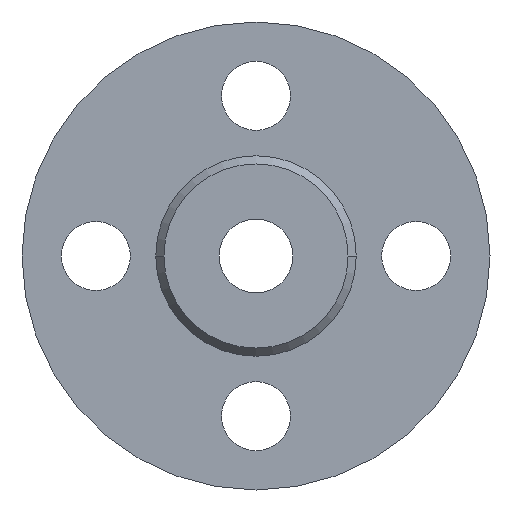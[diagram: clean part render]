
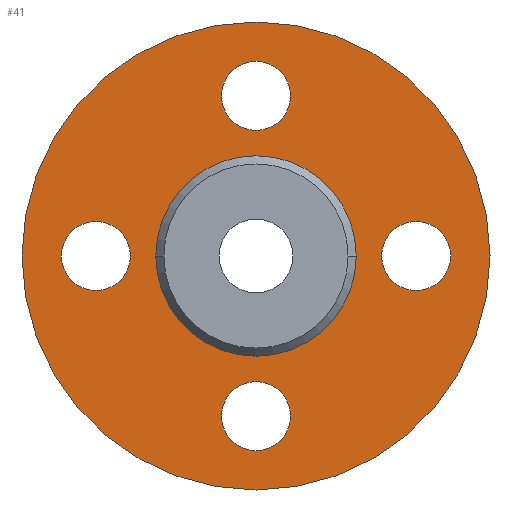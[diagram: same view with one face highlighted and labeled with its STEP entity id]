
A CAD part, front view. The second image highlights one B-rep face of the part: STEP entity #41.
In plain terms, the highlighted planar face has unit normal (0, -1, 0).
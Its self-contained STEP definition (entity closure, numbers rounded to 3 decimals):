
#11 = CARTESIAN_POINT ( 'NONE',  ( 32.5, 2., 0. ) ) ;
#15 = EDGE_CURVE ( 'NONE', #855, #138, #461, .T. ) ;
#17 = AXIS2_PLACEMENT_3D ( 'NONE', #591, #773, #956 ) ;
#41 = ADVANCED_FACE ( 'NONE', ( #164, #877, #621, #518, #58, #525 ), #175, .T. ) ;
#49 = VERTEX_POINT ( 'NONE', #716 ) ;
#58 = FACE_BOUND ( 'NONE', #245, .T. ) ;
#61 = AXIS2_PLACEMENT_3D ( 'NONE', #789, #323, #237 ) ;
#66 = ORIENTED_EDGE ( 'NONE', *, *, #1126, .F. ) ;
#82 = CARTESIAN_POINT ( 'NONE',  ( 47.5, 2., 0. ) ) ;
#85 = DIRECTION ( 'NONE',  ( 0., 0., -1. ) ) ;
#102 = AXIS2_PLACEMENT_3D ( 'NONE', #665, #317, #571 ) ;
#121 = EDGE_CURVE ( 'NONE', #488, #921, #644, .T. ) ;
#138 = VERTEX_POINT ( 'NONE', #458 ) ;
#164 = FACE_BOUND ( 'NONE', #990, .T. ) ;
#175 = PLANE ( 'NONE',  #1073 ) ;
#182 = ORIENTED_EDGE ( 'NONE', *, *, #1042, .F. ) ;
#194 = CIRCLE ( 'NONE', #249, 7. ) ;
#207 = AXIS2_PLACEMENT_3D ( 'NONE', #979, #899, #85 ) ;
#222 = ORIENTED_EDGE ( 'NONE', *, *, #15, .F. ) ;
#228 = AXIS2_PLACEMENT_3D ( 'NONE', #949, #395, #600 ) ;
#236 = EDGE_CURVE ( 'NONE', #138, #855, #698, .T. ) ;
#237 = DIRECTION ( 'NONE',  ( -1., 0., 0. ) ) ;
#245 = EDGE_LOOP ( 'NONE', ( #1003, #386 ) ) ;
#249 = AXIS2_PLACEMENT_3D ( 'NONE', #734, #832, #434 ) ;
#259 = VERTEX_POINT ( 'NONE', #1038 ) ;
#295 = CIRCLE ( 'NONE', #314, 7. ) ;
#314 = AXIS2_PLACEMENT_3D ( 'NONE', #1030, #757, #951 ) ;
#315 = VERTEX_POINT ( 'NONE', #498 ) ;
#317 = DIRECTION ( 'NONE',  ( 0., -1., 0. ) ) ;
#323 = DIRECTION ( 'NONE',  ( 0., -1., 0. ) ) ;
#360 = DIRECTION ( 'NONE',  ( 0., -1., 0. ) ) ;
#382 = EDGE_LOOP ( 'NONE', ( #935, #501 ) ) ;
#386 = ORIENTED_EDGE ( 'NONE', *, *, #708, .T. ) ;
#395 = DIRECTION ( 'NONE',  ( 0., -1., 0. ) ) ;
#434 = DIRECTION ( 'NONE',  ( 0., 0., 1. ) ) ;
#458 = CARTESIAN_POINT ( 'NONE',  ( 0., 2., -39.5 ) ) ;
#461 = CIRCLE ( 'NONE', #228, 7. ) ;
#464 = DIRECTION ( 'NONE',  ( 0., 1., 0. ) ) ;
#488 = VERTEX_POINT ( 'NONE', #793 ) ;
#498 = CARTESIAN_POINT ( 'NONE',  ( 0., 2., 39.5 ) ) ;
#501 = ORIENTED_EDGE ( 'NONE', *, *, #931, .F. ) ;
#506 = DIRECTION ( 'NONE',  ( -1., 0., 0. ) ) ;
#512 = CARTESIAN_POINT ( 'NONE',  ( -25.5, 2., 0. ) ) ;
#518 = FACE_BOUND ( 'NONE', #973, .T. ) ;
#521 = CIRCLE ( 'NONE', #893, 7. ) ;
#525 = FACE_OUTER_BOUND ( 'NONE', #533, .T. ) ;
#527 = VERTEX_POINT ( 'NONE', #599 ) ;
#530 = DIRECTION ( 'NONE',  ( 1., 0., 0. ) ) ;
#533 = EDGE_LOOP ( 'NONE', ( #1046, #182 ) ) ;
#534 = AXIS2_PLACEMENT_3D ( 'NONE', #1146, #908, #703 ) ;
#548 = CARTESIAN_POINT ( 'NONE',  ( 25.5, 2., 0. ) ) ;
#556 = ORIENTED_EDGE ( 'NONE', *, *, #236, .F. ) ;
#571 = DIRECTION ( 'NONE',  ( 1., 0., 0. ) ) ;
#586 = EDGE_CURVE ( 'NONE', #315, #259, #521, .T. ) ;
#591 = CARTESIAN_POINT ( 'NONE',  ( 0., 2., 0. ) ) ;
#596 = VERTEX_POINT ( 'NONE', #548 ) ;
#598 = AXIS2_PLACEMENT_3D ( 'NONE', #996, #696, #506 ) ;
#599 = CARTESIAN_POINT ( 'NONE',  ( -39.5, 2., 0. ) ) ;
#600 = DIRECTION ( 'NONE',  ( 1., 0., 0. ) ) ;
#621 = FACE_BOUND ( 'NONE', #382, .T. ) ;
#637 = EDGE_CURVE ( 'NONE', #527, #1138, #295, .T. ) ;
#644 = CIRCLE ( 'NONE', #912, 47.5 ) ;
#656 = DIRECTION ( 'NONE',  ( -1., 0., 0. ) ) ;
#665 = CARTESIAN_POINT ( 'NONE',  ( 0., 2., -32.5 ) ) ;
#677 = EDGE_LOOP ( 'NONE', ( #1033, #820 ) ) ;
#695 = ORIENTED_EDGE ( 'NONE', *, *, #637, .F. ) ;
#696 = DIRECTION ( 'NONE',  ( 0., 1., 0. ) ) ;
#698 = CIRCLE ( 'NONE', #102, 7. ) ;
#703 = DIRECTION ( 'NONE',  ( -1., 0., 0. ) ) ;
#708 = EDGE_CURVE ( 'NONE', #771, #1097, #936, .T. ) ;
#716 = CARTESIAN_POINT ( 'NONE',  ( 39.5, 2., 0. ) ) ;
#720 = CIRCLE ( 'NONE', #207, 7. ) ;
#731 = DIRECTION ( 'NONE',  ( 0., -1., 0. ) ) ;
#734 = CARTESIAN_POINT ( 'NONE',  ( 32.5, 2., 0. ) ) ;
#744 = CARTESIAN_POINT ( 'NONE',  ( 0., 2., 32.5 ) ) ;
#757 = DIRECTION ( 'NONE',  ( 0., -1., 0. ) ) ;
#771 = VERTEX_POINT ( 'NONE', #809 ) ;
#773 = DIRECTION ( 'NONE',  ( 0., 1., 0. ) ) ;
#789 = CARTESIAN_POINT ( 'NONE',  ( 0., 2., 32.5 ) ) ;
#793 = CARTESIAN_POINT ( 'NONE',  ( -47.5, 2., 0. ) ) ;
#797 = CARTESIAN_POINT ( 'NONE',  ( -20.344, 2., 0. ) ) ;
#809 = CARTESIAN_POINT ( 'NONE',  ( 20.344, 2., 0. ) ) ;
#820 = ORIENTED_EDGE ( 'NONE', *, *, #1105, .F. ) ;
#832 = DIRECTION ( 'NONE',  ( 0., -1., 0. ) ) ;
#855 = VERTEX_POINT ( 'NONE', #969 ) ;
#867 = AXIS2_PLACEMENT_3D ( 'NONE', #11, #911, #1011 ) ;
#877 = FACE_BOUND ( 'NONE', #677, .T. ) ;
#893 = AXIS2_PLACEMENT_3D ( 'NONE', #744, #360, #1095 ) ;
#899 = DIRECTION ( 'NONE',  ( 0., -1., 0. ) ) ;
#908 = DIRECTION ( 'NONE',  ( 0., 1., 0. ) ) ;
#911 = DIRECTION ( 'NONE',  ( 0., -1., 0. ) ) ;
#912 = AXIS2_PLACEMENT_3D ( 'NONE', #919, #464, #656 ) ;
#919 = CARTESIAN_POINT ( 'NONE',  ( 0., 2., 0. ) ) ;
#921 = VERTEX_POINT ( 'NONE', #82 ) ;
#931 = EDGE_CURVE ( 'NONE', #596, #49, #194, .T. ) ;
#935 = ORIENTED_EDGE ( 'NONE', *, *, #939, .F. ) ;
#936 = CIRCLE ( 'NONE', #17, 20.344 ) ;
#939 = EDGE_CURVE ( 'NONE', #49, #596, #1072, .T. ) ;
#949 = CARTESIAN_POINT ( 'NONE',  ( 0., 2., -32.5 ) ) ;
#951 = DIRECTION ( 'NONE',  ( 0., 0., -1. ) ) ;
#956 = DIRECTION ( 'NONE',  ( -1., 0., 0. ) ) ;
#968 = CIRCLE ( 'NONE', #598, 47.5 ) ;
#969 = CARTESIAN_POINT ( 'NONE',  ( 0., 2., -25.5 ) ) ;
#973 = EDGE_LOOP ( 'NONE', ( #556, #222 ) ) ;
#979 = CARTESIAN_POINT ( 'NONE',  ( -32.5, 2., 0. ) ) ;
#990 = EDGE_LOOP ( 'NONE', ( #695, #66 ) ) ;
#996 = CARTESIAN_POINT ( 'NONE',  ( 0., 2., 0. ) ) ;
#1003 = ORIENTED_EDGE ( 'NONE', *, *, #1016, .T. ) ;
#1011 = DIRECTION ( 'NONE',  ( 0., 0., 1. ) ) ;
#1016 = EDGE_CURVE ( 'NONE', #1097, #771, #1089, .T. ) ;
#1030 = CARTESIAN_POINT ( 'NONE',  ( -32.5, 2., 0. ) ) ;
#1033 = ORIENTED_EDGE ( 'NONE', *, *, #586, .F. ) ;
#1038 = CARTESIAN_POINT ( 'NONE',  ( 0., 2., 25.5 ) ) ;
#1042 = EDGE_CURVE ( 'NONE', #921, #488, #968, .T. ) ;
#1046 = ORIENTED_EDGE ( 'NONE', *, *, #121, .F. ) ;
#1066 = CARTESIAN_POINT ( 'NONE',  ( -20.344, 2., 0. ) ) ;
#1072 = CIRCLE ( 'NONE', #867, 7. ) ;
#1073 = AXIS2_PLACEMENT_3D ( 'NONE', #1066, #731, #530 ) ;
#1089 = CIRCLE ( 'NONE', #534, 20.344 ) ;
#1095 = DIRECTION ( 'NONE',  ( -1., 0., 0. ) ) ;
#1097 = VERTEX_POINT ( 'NONE', #797 ) ;
#1105 = EDGE_CURVE ( 'NONE', #259, #315, #1122, .T. ) ;
#1122 = CIRCLE ( 'NONE', #61, 7. ) ;
#1126 = EDGE_CURVE ( 'NONE', #1138, #527, #720, .T. ) ;
#1138 = VERTEX_POINT ( 'NONE', #512 ) ;
#1146 = CARTESIAN_POINT ( 'NONE',  ( 0., 2., 0. ) ) ;
